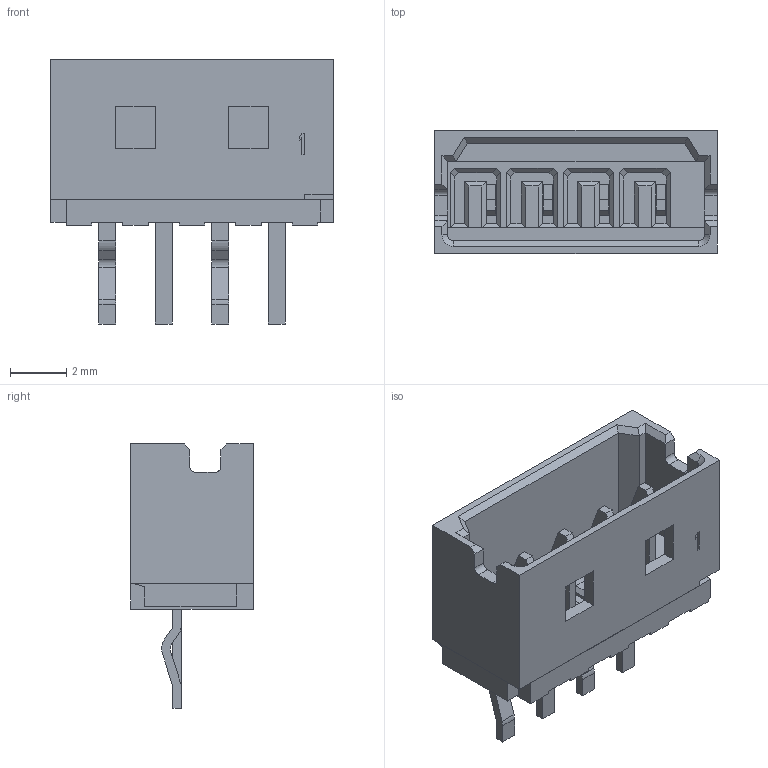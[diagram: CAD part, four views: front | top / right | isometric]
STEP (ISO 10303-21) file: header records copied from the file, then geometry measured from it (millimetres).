
FILE_DESCRIPTION(('FreeCAD Model'),'2;1');
FILE_NAME('Open CASCADE Shape Model','2023-06-04T04:20:50',(''),(''), 'Open CASCADE STEP processor 7.6','FreeCAD','Unknown');
FILE_SCHEMA(('AUTOMOTIVE_DESIGN { 1 0 10303 214 1 1 1 1 }'));
Length unit declared in the file: millimetre
Products named in the file (1): Compound005
Bounding box: 10 x 4.35 x 9.35 mm (x, y, z)
Volume: 121.4 mm3; surface area: 512.5 mm2
Topology: 3 solids, 3 shells, 291 faces, 766 edges, 498 vertices
Faces by surface type: plane 271, cylinder 18, cone 2
Entity records: 20685 total; most frequent: CARTESIAN_POINT 3300, DIRECTION 2774, LINE 2080, VECTOR 2080, ORIENTED_EDGE 1516, PCURVE 1516, DEFINITIONAL_REPRESENTATION 1516, EDGE_CURVE 758
